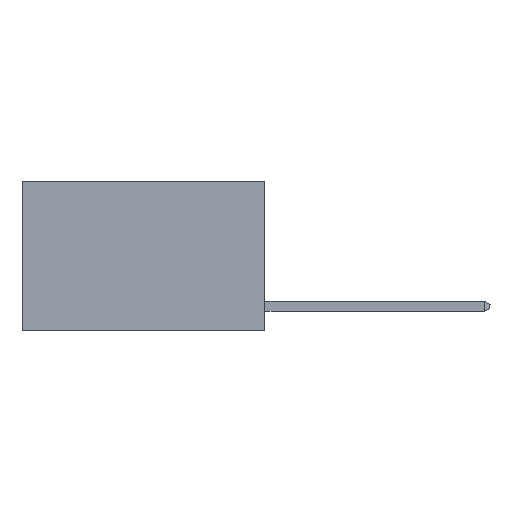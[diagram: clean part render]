
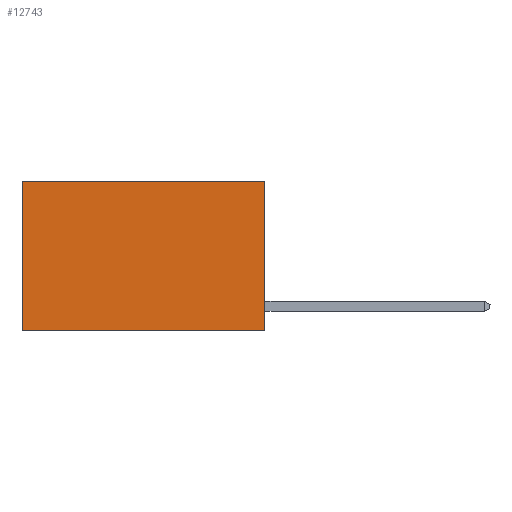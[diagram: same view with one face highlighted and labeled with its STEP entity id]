
A CAD part, left-side view. The second image highlights one B-rep face of the part: STEP entity #12743.
In plain terms, the highlighted planar face has unit normal (-1, 0, 0).
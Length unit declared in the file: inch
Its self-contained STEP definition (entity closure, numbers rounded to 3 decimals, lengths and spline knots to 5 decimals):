
#42 = VERTEX_POINT ( 'NONE', #9362 ) ;
#171 = CARTESIAN_POINT ( 'NONE',  ( 0.2625, 0., 0. ) ) ;
#207 = EDGE_CURVE ( 'NONE', #9723, #11923, #2612, .T. ) ;
#783 = EDGE_CURVE ( 'NONE', #6604, #9723, #12265, .T. ) ;
#1115 = ORIENTED_EDGE ( 'NONE', *, *, #207, .F. ) ;
#1829 = DIRECTION ( 'NONE',  ( 0., 1., 0. ) ) ;
#2166 = CARTESIAN_POINT ( 'NONE',  ( 0.2625, 0., -0.37 ) ) ;
#2364 = CARTESIAN_POINT ( 'NONE',  ( 0.2625, 0., 0. ) ) ;
#2612 = LINE ( 'NONE', #2166, #12172 ) ;
#3127 = DIRECTION ( 'NONE',  ( 0., 1., 0. ) ) ;
#3320 = PLANE ( 'NONE',  #5074 ) ;
#3965 = CARTESIAN_POINT ( 'NONE',  ( 0.2625, 0., 0. ) ) ;
#4453 = EDGE_CURVE ( 'NONE', #6604, #42, #8738, .T. ) ;
#4852 = EDGE_CURVE ( 'NONE', #42, #11923, #6012, .T. ) ;
#4957 = CARTESIAN_POINT ( 'NONE',  ( 0.2625, 0., 0. ) ) ;
#5074 = AXIS2_PLACEMENT_3D ( 'NONE', #2364, #10603, #6497 ) ;
#5076 = VECTOR ( 'NONE', #1829, 39.37008 ) ;
#6012 = LINE ( 'NONE', #10740, #8382 ) ;
#6497 = DIRECTION ( 'NONE',  ( 0., 0., -1. ) ) ;
#6604 = VERTEX_POINT ( 'NONE', #171 ) ;
#6940 = ORIENTED_EDGE ( 'NONE', *, *, #4453, .T. ) ;
#6992 = VECTOR ( 'NONE', #8888, 39.37008 ) ;
#7061 = CARTESIAN_POINT ( 'NONE',  ( 0.2625, 0.6, -0.37 ) ) ;
#8126 = ORIENTED_EDGE ( 'NONE', *, *, #4852, .T. ) ;
#8382 = VECTOR ( 'NONE', #8602, 39.37008 ) ;
#8602 = DIRECTION ( 'NONE',  ( 0., 0., -1. ) ) ;
#8633 = FACE_OUTER_BOUND ( 'NONE', #9456, .T. ) ;
#8738 = LINE ( 'NONE', #4957, #5076 ) ;
#8888 = DIRECTION ( 'NONE',  ( 0., 0., -1. ) ) ;
#9362 = CARTESIAN_POINT ( 'NONE',  ( 0.2625, 0.6, 0. ) ) ;
#9456 = EDGE_LOOP ( 'NONE', ( #8126, #1115, #10246, #6940 ) ) ;
#9723 = VERTEX_POINT ( 'NONE', #12400 ) ;
#10246 = ORIENTED_EDGE ( 'NONE', *, *, #783, .F. ) ;
#10603 = DIRECTION ( 'NONE',  ( 1., 0., 0. ) ) ;
#10740 = CARTESIAN_POINT ( 'NONE',  ( 0.2625, 0.6, 0. ) ) ;
#11923 = VERTEX_POINT ( 'NONE', #7061 ) ;
#12172 = VECTOR ( 'NONE', #3127, 39.37008 ) ;
#12265 = LINE ( 'NONE', #3965, #6992 ) ;
#12400 = CARTESIAN_POINT ( 'NONE',  ( 0.2625, 0., -0.37 ) ) ;
#12743 = ADVANCED_FACE ( 'NONE', ( #8633 ), #3320, .F. ) ;
